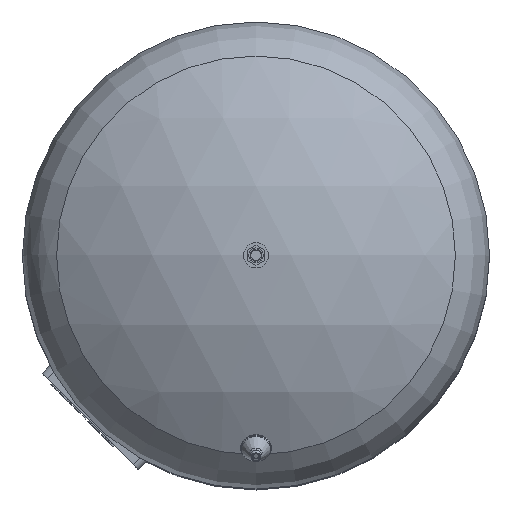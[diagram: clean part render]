
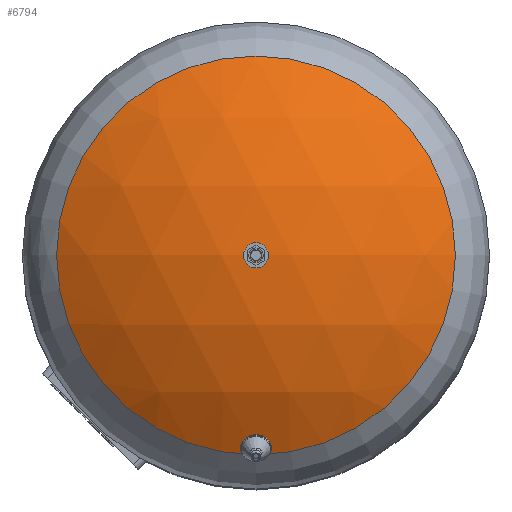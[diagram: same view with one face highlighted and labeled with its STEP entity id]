
A CAD part, top view. The second image highlights one B-rep face of the part: STEP entity #6794.
In plain terms, the highlighted spherical face has radius 509 mm.
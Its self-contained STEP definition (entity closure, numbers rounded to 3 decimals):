
#16=SPHERICAL_SURFACE('',#7424,509.);
#1749=FACE_OUTER_BOUND('',#2213,.T.);
#2213=EDGE_LOOP('',(#5471));
#2691=CIRCLE('',#7425,270.639);
#3223=VERTEX_POINT('',#11072);
#4019=EDGE_CURVE('',#3223,#3223,#2691,.T.);
#5471=ORIENTED_EDGE('',*,*,#4019,.F.);
#6794=ADVANCED_FACE('',(#1749),#16,.T.);
#7424=AXIS2_PLACEMENT_3D('',#11071,#8936,#8937);
#7425=AXIS2_PLACEMENT_3D('',#11073,#8938,#8939);
#8936=DIRECTION('center_axis',(0.,1.,0.));
#8937=DIRECTION('ref_axis',(1.,0.,0.));
#8938=DIRECTION('center_axis',(0.,0.,
-1.));
#8939=DIRECTION('ref_axis',(-1.,0.,0.));
#11071=CARTESIAN_POINT('Origin',(0.,0.,
733.));
#11072=CARTESIAN_POINT('',(-270.639,0.,1164.086));
#11073=CARTESIAN_POINT('Origin',(0.,0.,
1164.086));
